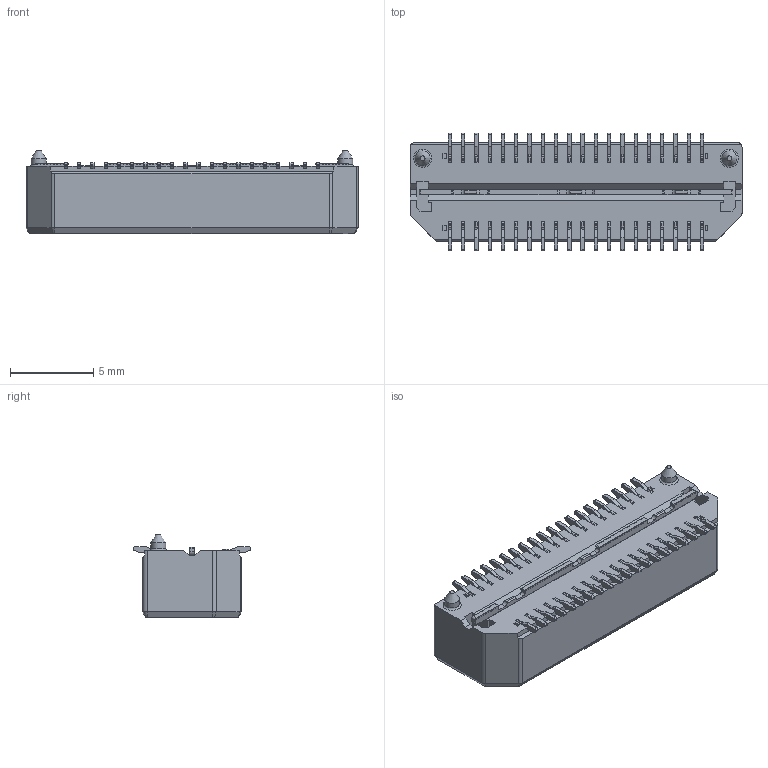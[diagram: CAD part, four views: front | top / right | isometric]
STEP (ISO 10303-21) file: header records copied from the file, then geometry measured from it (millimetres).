
FILE_DESCRIPTION( ('This file contains a STEP AP42 implementation' ,'as created by ZW3D STEP Interface translator.') ,'2;1' );
FILE_NAME( '37511-PMXX00XXXXXX.stp' ,'231221.161329', (''), ('ZWCAD Software Co.'), 'Version 1.0', 'ZW3D to STEP translator', '' );
FILE_SCHEMA(('AUTOMOTIVE_DESIGN { 1 0 10303 214 1 1 1 1 }'));
Length unit declared in the file: millimetre
Products named in the file (3): 0; 37511-PMXX00XXXXXX; QTE20HOUSING+LC
Assembly tree (1 placements, depth 2):
  0
  37511-PMXX00XXXXXX
    QTE20HOUSING+LC
Bounding box: 20 x 7.1 x 5.01 mm (x, y, z)
Volume: 293.8 mm3; surface area: 989.6 mm2
Topology: 1 solids, 1 shells, 2819 faces, 7945 edges, 5156 vertices
Faces by surface type: plane 2249, cylinder 560, cone 8, torus 2
Full cylindrical faces by diameter (mm): 0.89 x2
Entity records: 93166 total; most frequent: CARTESIAN_POINT 16678, ORIENTED_EDGE 16054, DIRECTION 14411, EDGE_CURVE 7947, VECTOR 6681, LINE 6681, VERTEX_POINT 5156, AXIS2_PLACEMENT_3D 3865
